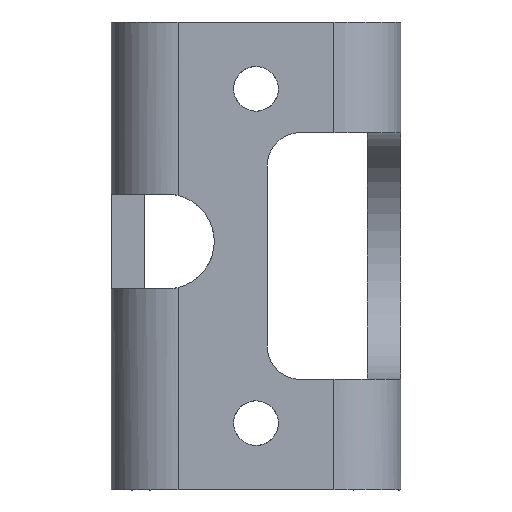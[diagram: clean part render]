
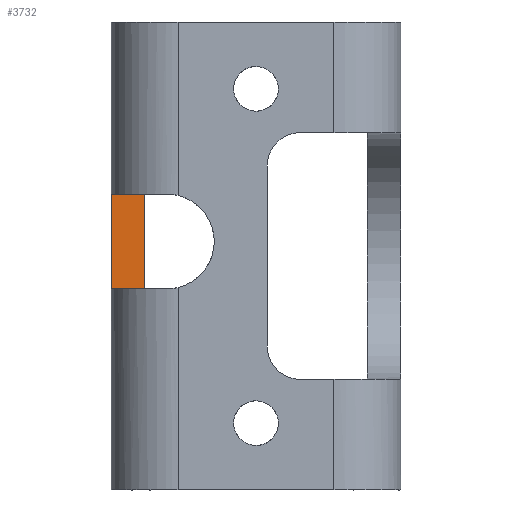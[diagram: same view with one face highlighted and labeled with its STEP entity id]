
A CAD part, left-side view. The second image highlights one B-rep face of the part: STEP entity #3732.
In plain terms, the highlighted planar face has unit normal (-1, 0, 0).
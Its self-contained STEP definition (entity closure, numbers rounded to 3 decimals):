
#1551 = PLANE('',#1552);
#1552 = AXIS2_PLACEMENT_3D('',#1553,#1554,#1555);
#1553 = CARTESIAN_POINT('',(442.14,296.4,304.38));
#1554 = DIRECTION('',(0.,1.,0.));
#1555 = DIRECTION('',(0.,0.,1.));
#1638 = PLANE('',#1639);
#1639 = AXIS2_PLACEMENT_3D('',#1640,#1641,#1642);
#1640 = CARTESIAN_POINT('',(442.14,293.4,355.02));
#1641 = DIRECTION('',(0.,-1.,0.));
#1642 = DIRECTION('',(0.,0.,-1.));
#2032 = VERTEX_POINT('',#2033);
#2033 = CARTESIAN_POINT('',(443.46,293.4,335.25));
#2093 = EDGE_CURVE('',#2032,#2094,#2096,.T.);
#2094 = VERTEX_POINT('',#2095);
#2095 = CARTESIAN_POINT('',(443.46,293.4,326.75));
#2096 = SURFACE_CURVE('',#2097,(#2100,#2106),.PCURVE_S1.);
#2097 = B_SPLINE_CURVE_WITH_KNOTS('',1,(#2098,#2099),.UNSPECIFIED.,.F.,
  .F.,(2,2),(-8.5,0.),.PIECEWISE_BEZIER_KNOTS.);
#2098 = CARTESIAN_POINT('',(443.46,293.4,335.25));
#2099 = CARTESIAN_POINT('',(443.46,293.4,326.75));
#2100 = PCURVE('',#1638,#2101);
#2101 = DEFINITIONAL_REPRESENTATION('',(#2102),#2105);
#2102 = B_SPLINE_CURVE_WITH_KNOTS('',1,(#2103,#2104),.UNSPECIFIED.,.F.,
  .F.,(2,2),(-8.5,0.),.PIECEWISE_BEZIER_KNOTS.);
#2103 = CARTESIAN_POINT('',(19.77,1.32));
#2104 = CARTESIAN_POINT('',(28.27,1.32));
#2105 = ( GEOMETRIC_REPRESENTATION_CONTEXT(2) 
PARAMETRIC_REPRESENTATION_CONTEXT() REPRESENTATION_CONTEXT('2D SPACE',''
  ) );
#2106 = PCURVE('',#2107,#2112);
#2107 = PLANE('',#2108);
#2108 = AXIS2_PLACEMENT_3D('',#2109,#2110,#2111);
#2109 = CARTESIAN_POINT('',(443.46,292.98,336.22));
#2110 = DIRECTION('',(-1.,0.,0.));
#2111 = DIRECTION('',(0.,0.,-1.));
#2112 = DEFINITIONAL_REPRESENTATION('',(#2113),#2116);
#2113 = B_SPLINE_CURVE_WITH_KNOTS('',1,(#2114,#2115),.UNSPECIFIED.,.F.,
  .F.,(2,2),(-8.5,0.),.PIECEWISE_BEZIER_KNOTS.);
#2114 = CARTESIAN_POINT('',(0.97,-0.42));
#2115 = CARTESIAN_POINT('',(9.47,-0.42));
#2116 = ( GEOMETRIC_REPRESENTATION_CONTEXT(2) 
PARAMETRIC_REPRESENTATION_CONTEXT() REPRESENTATION_CONTEXT('2D SPACE',''
  ) );
#3196 = PLANE('',#3197);
#3197 = AXIS2_PLACEMENT_3D('',#3198,#3199,#3200);
#3198 = CARTESIAN_POINT('',(444.172,290.78,326.75));
#3199 = DIRECTION('',(0.,0.,1.));
#3200 = DIRECTION('',(1.,0.,0.));
#3429 = PLANE('',#3430);
#3430 = AXIS2_PLACEMENT_3D('',#3431,#3432,#3433);
#3431 = CARTESIAN_POINT('',(436.832,290.78,335.25));
#3432 = DIRECTION('',(0.,0.,-1.));
#3433 = DIRECTION('',(-1.,0.,0.));
#3628 = VERTEX_POINT('',#3629);
#3629 = CARTESIAN_POINT('',(443.46,296.4,335.25));
#3672 = EDGE_CURVE('',#2032,#3628,#3673,.T.);
#3673 = SURFACE_CURVE('',#3674,(#3677,#3683),.PCURVE_S1.);
#3674 = B_SPLINE_CURVE_WITH_KNOTS('',1,(#3675,#3676),.UNSPECIFIED.,.F.,
  .F.,(2,2),(0.,3.),.PIECEWISE_BEZIER_KNOTS.);
#3675 = CARTESIAN_POINT('',(443.46,293.4,335.25));
#3676 = CARTESIAN_POINT('',(443.46,296.4,335.25));
#3677 = PCURVE('',#3429,#3678);
#3678 = DEFINITIONAL_REPRESENTATION('',(#3679),#3682);
#3679 = B_SPLINE_CURVE_WITH_KNOTS('',1,(#3680,#3681),.UNSPECIFIED.,.F.,
  .F.,(2,2),(0.,3.),.PIECEWISE_BEZIER_KNOTS.);
#3680 = CARTESIAN_POINT('',(-6.628,2.62));
#3681 = CARTESIAN_POINT('',(-6.628,5.62));
#3682 = ( GEOMETRIC_REPRESENTATION_CONTEXT(2) 
PARAMETRIC_REPRESENTATION_CONTEXT() REPRESENTATION_CONTEXT('2D SPACE',''
  ) );
#3683 = PCURVE('',#2107,#3684);
#3684 = DEFINITIONAL_REPRESENTATION('',(#3685),#3688);
#3685 = B_SPLINE_CURVE_WITH_KNOTS('',1,(#3686,#3687),.UNSPECIFIED.,.F.,
  .F.,(2,2),(0.,3.),.PIECEWISE_BEZIER_KNOTS.);
#3686 = CARTESIAN_POINT('',(0.97,-0.42));
#3687 = CARTESIAN_POINT('',(0.97,-3.42));
#3688 = ( GEOMETRIC_REPRESENTATION_CONTEXT(2) 
PARAMETRIC_REPRESENTATION_CONTEXT() REPRESENTATION_CONTEXT('2D SPACE',''
  ) );
#3732 = ADVANCED_FACE('',(#3733),#2107,.T.);
#3733 = FACE_BOUND('',#3734,.T.);
#3734 = EDGE_LOOP('',(#3735,#3736,#3756,#3774));
#3735 = ORIENTED_EDGE('',*,*,#3672,.T.);
#3736 = ORIENTED_EDGE('',*,*,#3737,.F.);
#3737 = EDGE_CURVE('',#3738,#3628,#3740,.T.);
#3738 = VERTEX_POINT('',#3739);
#3739 = CARTESIAN_POINT('',(443.46,296.4,326.75));
#3740 = SURFACE_CURVE('',#3741,(#3744,#3750),.PCURVE_S1.);
#3741 = B_SPLINE_CURVE_WITH_KNOTS('',1,(#3742,#3743),.UNSPECIFIED.,.F.,
  .F.,(2,2),(-8.5,0.),.PIECEWISE_BEZIER_KNOTS.);
#3742 = CARTESIAN_POINT('',(443.46,296.4,326.75));
#3743 = CARTESIAN_POINT('',(443.46,296.4,335.25));
#3744 = PCURVE('',#2107,#3745);
#3745 = DEFINITIONAL_REPRESENTATION('',(#3746),#3749);
#3746 = B_SPLINE_CURVE_WITH_KNOTS('',1,(#3747,#3748),.UNSPECIFIED.,.F.,
  .F.,(2,2),(-8.5,0.),.PIECEWISE_BEZIER_KNOTS.);
#3747 = CARTESIAN_POINT('',(9.47,-3.42));
#3748 = CARTESIAN_POINT('',(0.97,-3.42));
#3749 = ( GEOMETRIC_REPRESENTATION_CONTEXT(2) 
PARAMETRIC_REPRESENTATION_CONTEXT() REPRESENTATION_CONTEXT('2D SPACE',''
  ) );
#3750 = PCURVE('',#1551,#3751);
#3751 = DEFINITIONAL_REPRESENTATION('',(#3752),#3755);
#3752 = B_SPLINE_CURVE_WITH_KNOTS('',1,(#3753,#3754),.UNSPECIFIED.,.F.,
  .F.,(2,2),(-8.5,0.),.PIECEWISE_BEZIER_KNOTS.);
#3753 = CARTESIAN_POINT('',(22.37,1.32));
#3754 = CARTESIAN_POINT('',(30.87,1.32));
#3755 = ( GEOMETRIC_REPRESENTATION_CONTEXT(2) 
PARAMETRIC_REPRESENTATION_CONTEXT() REPRESENTATION_CONTEXT('2D SPACE',''
  ) );
#3756 = ORIENTED_EDGE('',*,*,#3757,.F.);
#3757 = EDGE_CURVE('',#2094,#3738,#3758,.T.);
#3758 = SURFACE_CURVE('',#3759,(#3762,#3768),.PCURVE_S1.);
#3759 = B_SPLINE_CURVE_WITH_KNOTS('',1,(#3760,#3761),.UNSPECIFIED.,.F.,
  .F.,(2,2),(-3.,0.),.PIECEWISE_BEZIER_KNOTS.);
#3760 = CARTESIAN_POINT('',(443.46,293.4,326.75));
#3761 = CARTESIAN_POINT('',(443.46,296.4,326.75));
#3762 = PCURVE('',#2107,#3763);
#3763 = DEFINITIONAL_REPRESENTATION('',(#3764),#3767);
#3764 = B_SPLINE_CURVE_WITH_KNOTS('',1,(#3765,#3766),.UNSPECIFIED.,.F.,
  .F.,(2,2),(-3.,0.),.PIECEWISE_BEZIER_KNOTS.);
#3765 = CARTESIAN_POINT('',(9.47,-0.42));
#3766 = CARTESIAN_POINT('',(9.47,-3.42));
#3767 = ( GEOMETRIC_REPRESENTATION_CONTEXT(2) 
PARAMETRIC_REPRESENTATION_CONTEXT() REPRESENTATION_CONTEXT('2D SPACE',''
  ) );
#3768 = PCURVE('',#3196,#3769);
#3769 = DEFINITIONAL_REPRESENTATION('',(#3770),#3773);
#3770 = B_SPLINE_CURVE_WITH_KNOTS('',1,(#3771,#3772),.UNSPECIFIED.,.F.,
  .F.,(2,2),(-3.,0.),.PIECEWISE_BEZIER_KNOTS.);
#3771 = CARTESIAN_POINT('',(-0.712,2.62));
#3772 = CARTESIAN_POINT('',(-0.712,5.62));
#3773 = ( GEOMETRIC_REPRESENTATION_CONTEXT(2) 
PARAMETRIC_REPRESENTATION_CONTEXT() REPRESENTATION_CONTEXT('2D SPACE',''
  ) );
#3774 = ORIENTED_EDGE('',*,*,#2093,.F.);
